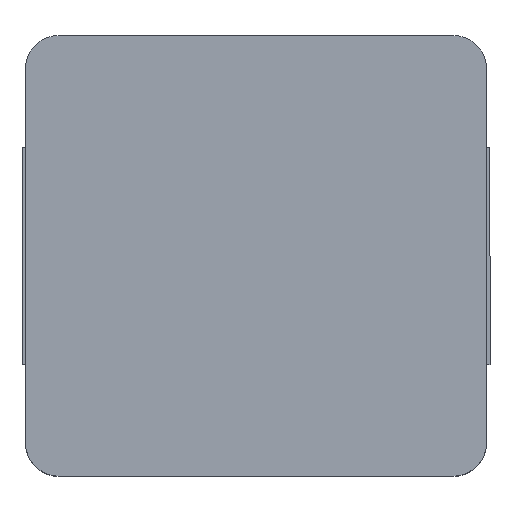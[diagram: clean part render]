
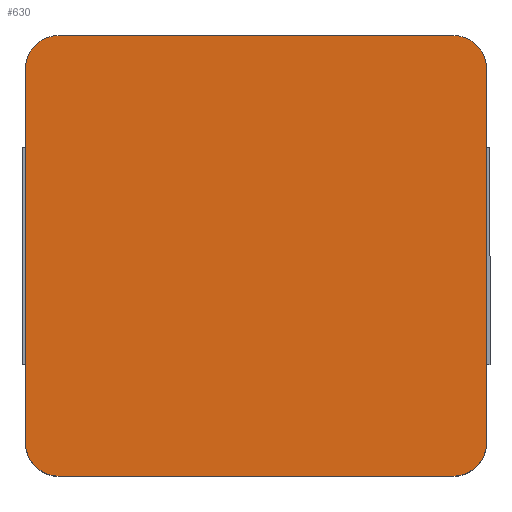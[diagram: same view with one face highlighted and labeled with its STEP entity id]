
A CAD part, top view. The second image highlights one B-rep face of the part: STEP entity #630.
In plain terms, the highlighted planar face has unit normal (0, 0, 1).
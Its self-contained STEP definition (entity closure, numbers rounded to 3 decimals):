
#39 = ORIENTED_EDGE ( 'NONE', *, *, #469, .T. ) ;
#40 = CARTESIAN_POINT ( 'NONE',  ( -3.4, -2.75, 3. ) ) ;
#59 = DIRECTION ( 'NONE',  ( 1., 0., 0. ) ) ;
#65 = CARTESIAN_POINT ( 'NONE',  ( 0., 0., 3. ) ) ;
#97 = ORIENTED_EDGE ( 'NONE', *, *, #748, .T. ) ;
#156 = CARTESIAN_POINT ( 'NONE',  ( 2.9, 2.75, 3. ) ) ;
#164 = DIRECTION ( 'NONE',  ( 1., 0., 0. ) ) ;
#186 = CARTESIAN_POINT ( 'NONE',  ( -2.9, 3.25, 3. ) ) ;
#242 = VERTEX_POINT ( 'NONE', #988 ) ;
#250 = PLANE ( 'NONE',  #907 ) ;
#277 = DIRECTION ( 'NONE',  ( 1., 0., 0. ) ) ;
#308 = VERTEX_POINT ( 'NONE', #509 ) ;
#318 = DIRECTION ( 'NONE',  ( 0., 0., 1. ) ) ;
#350 = CIRCLE ( 'NONE', #580, 0.5 ) ;
#358 = DIRECTION ( 'NONE',  ( 0., 0., 1. ) ) ;
#360 = LINE ( 'NONE', #433, #872 ) ;
#388 = VECTOR ( 'NONE', #526, 1000. ) ;
#394 = VERTEX_POINT ( 'NONE', #751 ) ;
#404 = VERTEX_POINT ( 'NONE', #438 ) ;
#405 = VERTEX_POINT ( 'NONE', #186 ) ;
#433 = CARTESIAN_POINT ( 'NONE',  ( -3.4, -3.25, 3. ) ) ;
#438 = CARTESIAN_POINT ( 'NONE',  ( 2.9, -3.25, 3. ) ) ;
#468 = ORIENTED_EDGE ( 'NONE', *, *, #655, .T. ) ;
#469 = EDGE_CURVE ( 'NONE', #394, #1075, #732, .T. ) ;
#472 = LINE ( 'NONE', #1032, #725 ) ;
#478 = VECTOR ( 'NONE', #960, 1000. ) ;
#483 = DIRECTION ( 'NONE',  ( 1., 0., 0. ) ) ;
#490 = ORIENTED_EDGE ( 'NONE', *, *, #1059, .T. ) ;
#509 = CARTESIAN_POINT ( 'NONE',  ( -2.9, -3.25, 3. ) ) ;
#526 = DIRECTION ( 'NONE',  ( 0., 1., 0. ) ) ;
#548 = FACE_OUTER_BOUND ( 'NONE', #818, .T. ) ;
#561 = CIRCLE ( 'NONE', #728, 0.5 ) ;
#575 = DIRECTION ( 'NONE',  ( 0., 0., 1. ) ) ;
#580 = AXIS2_PLACEMENT_3D ( 'NONE', #679, #358, #277 ) ;
#586 = DIRECTION ( 'NONE',  ( 0., 0., 1. ) ) ;
#587 = VERTEX_POINT ( 'NONE', #1052 ) ;
#593 = EDGE_CURVE ( 'NONE', #587, #405, #472, .T. ) ;
#598 = CIRCLE ( 'NONE', #1026, 0.5 ) ;
#612 = CARTESIAN_POINT ( 'NONE',  ( 3.4, -2.75, 3. ) ) ;
#630 = ADVANCED_FACE ( 'NONE', ( #548 ), #250, .T. ) ;
#644 = DIRECTION ( 'NONE',  ( 1., 0., 0. ) ) ;
#645 = ORIENTED_EDGE ( 'NONE', *, *, #666, .T. ) ;
#653 = CARTESIAN_POINT ( 'NONE',  ( 2.9, -2.75, 3. ) ) ;
#655 = EDGE_CURVE ( 'NONE', #405, #394, #561, .T. ) ;
#666 = EDGE_CURVE ( 'NONE', #404, #1071, #1057, .T. ) ;
#679 = CARTESIAN_POINT ( 'NONE',  ( -2.9, -2.75, 3. ) ) ;
#725 = VECTOR ( 'NONE', #790, 1000. ) ;
#728 = AXIS2_PLACEMENT_3D ( 'NONE', #892, #575, #483 ) ;
#732 = LINE ( 'NONE', #879, #478 ) ;
#748 = EDGE_CURVE ( 'NONE', #1075, #308, #350, .T. ) ;
#751 = CARTESIAN_POINT ( 'NONE',  ( -3.4, 2.75, 3. ) ) ;
#761 = DIRECTION ( 'NONE',  ( 1., 0., 0. ) ) ;
#784 = EDGE_CURVE ( 'NONE', #1071, #242, #998, .T. ) ;
#790 = DIRECTION ( 'NONE',  ( -1., 0., 0. ) ) ;
#818 = EDGE_LOOP ( 'NONE', ( #953, #468, #39, #97, #490, #645, #877, #978 ) ) ;
#826 = CARTESIAN_POINT ( 'NONE',  ( 3.4, 3.25, 3. ) ) ;
#872 = VECTOR ( 'NONE', #761, 1000. ) ;
#877 = ORIENTED_EDGE ( 'NONE', *, *, #784, .T. ) ;
#879 = CARTESIAN_POINT ( 'NONE',  ( -3.4, 3.25, 3. ) ) ;
#892 = CARTESIAN_POINT ( 'NONE',  ( -2.9, 2.75, 3. ) ) ;
#895 = EDGE_CURVE ( 'NONE', #242, #587, #598, .T. ) ;
#907 = AXIS2_PLACEMENT_3D ( 'NONE', #65, #586, #644 ) ;
#953 = ORIENTED_EDGE ( 'NONE', *, *, #593, .T. ) ;
#960 = DIRECTION ( 'NONE',  ( 0., -1., 0. ) ) ;
#977 = DIRECTION ( 'NONE',  ( 0., 0., 1. ) ) ;
#978 = ORIENTED_EDGE ( 'NONE', *, *, #895, .T. ) ;
#988 = CARTESIAN_POINT ( 'NONE',  ( 3.4, 2.75, 3. ) ) ;
#991 = AXIS2_PLACEMENT_3D ( 'NONE', #653, #977, #164 ) ;
#998 = LINE ( 'NONE', #826, #388 ) ;
#1026 = AXIS2_PLACEMENT_3D ( 'NONE', #156, #318, #59 ) ;
#1032 = CARTESIAN_POINT ( 'NONE',  ( -3.4, 3.25, 3. ) ) ;
#1052 = CARTESIAN_POINT ( 'NONE',  ( 2.9, 3.25, 3. ) ) ;
#1057 = CIRCLE ( 'NONE', #991, 0.5 ) ;
#1059 = EDGE_CURVE ( 'NONE', #308, #404, #360, .T. ) ;
#1071 = VERTEX_POINT ( 'NONE', #612 ) ;
#1075 = VERTEX_POINT ( 'NONE', #40 ) ;
